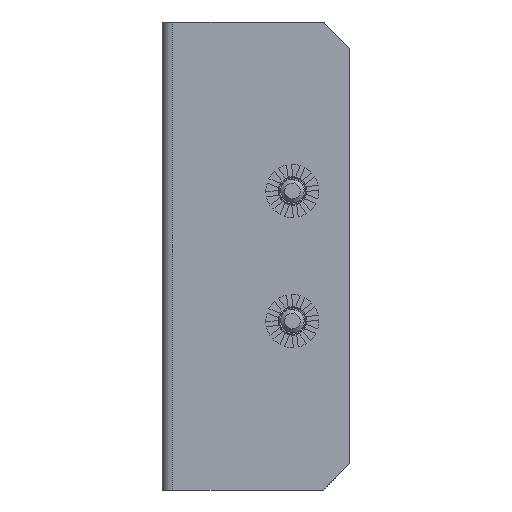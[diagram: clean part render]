
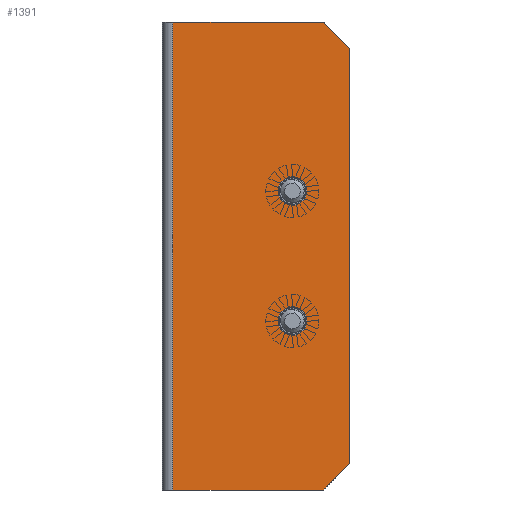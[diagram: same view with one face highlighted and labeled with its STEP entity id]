
A CAD part, front view. The second image highlights one B-rep face of the part: STEP entity #1391.
In plain terms, the highlighted planar face has unit normal (0, -1, 0).
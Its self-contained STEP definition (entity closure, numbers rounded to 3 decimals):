
#29 = VECTOR ( 'NONE', #2484, 1000. ) ;
#65 = LINE ( 'NONE', #681, #2843 ) ;
#76 = VERTEX_POINT ( 'NONE', #402 ) ;
#101 = DIRECTION ( 'NONE',  ( 0., 0., 1. ) ) ;
#107 = PLANE ( 'NONE',  #923 ) ;
#120 = CARTESIAN_POINT ( 'NONE',  ( 24., -1., 15.25 ) ) ;
#160 = EDGE_CURVE ( 'NONE', #2018, #3464, #2614, .T. ) ;
#235 = CARTESIAN_POINT ( 'NONE',  ( 24., -1., 12.5 ) ) ;
#264 = ORIENTED_EDGE ( 'NONE', *, *, #3136, .T. ) ;
#340 = DIRECTION ( 'NONE',  ( 0.707, 0., 0.707 ) ) ;
#357 = FACE_BOUND ( 'NONE', #3147, .T. ) ;
#402 = CARTESIAN_POINT ( 'NONE',  ( 1., -1., 45. ) ) ;
#496 = CARTESIAN_POINT ( 'NONE',  ( 24., -1., 9.75 ) ) ;
#510 = ORIENTED_EDGE ( 'NONE', *, *, #160, .T. ) ;
#532 = DIRECTION ( 'NONE',  ( 0., 0., 1. ) ) ;
#534 = CARTESIAN_POINT ( 'NONE',  ( 35., -1., 40. ) ) ;
#550 = EDGE_CURVE ( 'NONE', #1968, #3628, #2269, .T. ) ;
#553 = DIRECTION ( 'NONE',  ( -0.707, 0., 0.707 ) ) ;
#604 = LINE ( 'NONE', #1645, #2928 ) ;
#605 = AXIS2_PLACEMENT_3D ( 'NONE', #1242, #3513, #3270 ) ;
#631 = EDGE_CURVE ( 'NONE', #3512, #3005, #1486, .T. ) ;
#681 = CARTESIAN_POINT ( 'NONE',  ( 1., -1., 45. ) ) ;
#759 = CIRCLE ( 'NONE', #2704, 2.75 ) ;
#766 = DIRECTION ( 'NONE',  ( 0., 1., 0. ) ) ;
#785 = EDGE_CURVE ( 'NONE', #3628, #1968, #2855, .T. ) ;
#884 = ORIENTED_EDGE ( 'NONE', *, *, #2671, .F. ) ;
#923 = AXIS2_PLACEMENT_3D ( 'NONE', #2305, #3158, #1795 ) ;
#939 = ORIENTED_EDGE ( 'NONE', *, *, #785, .T. ) ;
#1073 = ORIENTED_EDGE ( 'NONE', *, *, #1717, .T. ) ;
#1186 = FACE_OUTER_BOUND ( 'NONE', #2094, .T. ) ;
#1216 = CARTESIAN_POINT ( 'NONE',  ( 24., -1., -12.5 ) ) ;
#1242 = CARTESIAN_POINT ( 'NONE',  ( 24., -1., 12.5 ) ) ;
#1270 = AXIS2_PLACEMENT_3D ( 'NONE', #3301, #766, #1608 ) ;
#1298 = CARTESIAN_POINT ( 'NONE',  ( 1., -1., -45. ) ) ;
#1326 = VERTEX_POINT ( 'NONE', #2860 ) ;
#1387 = CARTESIAN_POINT ( 'NONE',  ( 24., -1., -9.75 ) ) ;
#1391 = ADVANCED_FACE ( 'NONE', ( #2646, #357, #1186 ), #107, .F. ) ;
#1410 = CARTESIAN_POINT ( 'NONE',  ( 30., -1., -45. ) ) ;
#1412 = LINE ( 'NONE', #1633, #29 ) ;
#1458 = CARTESIAN_POINT ( 'NONE',  ( 0., -1., -45. ) ) ;
#1475 = DIRECTION ( 'NONE',  ( 0., 0., -1. ) ) ;
#1486 = LINE ( 'NONE', #3200, #1569 ) ;
#1569 = VECTOR ( 'NONE', #340, 1000. ) ;
#1601 = VERTEX_POINT ( 'NONE', #1298 ) ;
#1608 = DIRECTION ( 'NONE',  ( 0., 0., 1. ) ) ;
#1610 = CARTESIAN_POINT ( 'NONE',  ( 24., -1., -15.25 ) ) ;
#1633 = CARTESIAN_POINT ( 'NONE',  ( 0., -1., 45. ) ) ;
#1645 = CARTESIAN_POINT ( 'NONE',  ( 35., -1., 45. ) ) ;
#1660 = EDGE_CURVE ( 'NONE', #76, #3194, #1412, .T. ) ;
#1717 = EDGE_CURVE ( 'NONE', #1326, #3194, #2270, .T. ) ;
#1720 = DIRECTION ( 'NONE',  ( 0., 0., -1. ) ) ;
#1721 = ORIENTED_EDGE ( 'NONE', *, *, #2283, .T. ) ;
#1795 = DIRECTION ( 'NONE',  ( 0., 0., 1. ) ) ;
#1812 = EDGE_CURVE ( 'NONE', #1601, #3512, #3450, .T. ) ;
#1968 = VERTEX_POINT ( 'NONE', #1610 ) ;
#2018 = VERTEX_POINT ( 'NONE', #120 ) ;
#2094 = EDGE_LOOP ( 'NONE', ( #2332, #3026, #884, #1073, #3463, #264 ) ) ;
#2147 = ORIENTED_EDGE ( 'NONE', *, *, #550, .T. ) ;
#2269 = CIRCLE ( 'NONE', #3273, 2.75 ) ;
#2270 = LINE ( 'NONE', #534, #2394 ) ;
#2283 = EDGE_CURVE ( 'NONE', #3464, #2018, #759, .T. ) ;
#2288 = DIRECTION ( 'NONE',  ( 1., 0., 0. ) ) ;
#2305 = CARTESIAN_POINT ( 'NONE',  ( 0., -1., 45. ) ) ;
#2332 = ORIENTED_EDGE ( 'NONE', *, *, #1812, .T. ) ;
#2394 = VECTOR ( 'NONE', #553, 1000. ) ;
#2484 = DIRECTION ( 'NONE',  ( 1., 0., 0. ) ) ;
#2614 = CIRCLE ( 'NONE', #605, 2.75 ) ;
#2640 = DIRECTION ( 'NONE',  ( 0., 1., 0. ) ) ;
#2646 = FACE_BOUND ( 'NONE', #2964, .T. ) ;
#2671 = EDGE_CURVE ( 'NONE', #1326, #3005, #604, .T. ) ;
#2704 = AXIS2_PLACEMENT_3D ( 'NONE', #235, #3070, #532 ) ;
#2815 = CARTESIAN_POINT ( 'NONE',  ( 35., -1., -40. ) ) ;
#2843 = VECTOR ( 'NONE', #1475, 1000. ) ;
#2855 = CIRCLE ( 'NONE', #1270, 2.75 ) ;
#2860 = CARTESIAN_POINT ( 'NONE',  ( 35., -1., 40. ) ) ;
#2928 = VECTOR ( 'NONE', #1720, 1000. ) ;
#2964 = EDGE_LOOP ( 'NONE', ( #510, #1721 ) ) ;
#3005 = VERTEX_POINT ( 'NONE', #2815 ) ;
#3026 = ORIENTED_EDGE ( 'NONE', *, *, #631, .T. ) ;
#3070 = DIRECTION ( 'NONE',  ( 0., 1., 0. ) ) ;
#3136 = EDGE_CURVE ( 'NONE', #76, #1601, #65, .T. ) ;
#3147 = EDGE_LOOP ( 'NONE', ( #939, #2147 ) ) ;
#3158 = DIRECTION ( 'NONE',  ( 0., 1., 0. ) ) ;
#3162 = VECTOR ( 'NONE', #2288, 1000. ) ;
#3190 = CARTESIAN_POINT ( 'NONE',  ( 30., -1., 45. ) ) ;
#3194 = VERTEX_POINT ( 'NONE', #3190 ) ;
#3200 = CARTESIAN_POINT ( 'NONE',  ( 30., -1., -45. ) ) ;
#3270 = DIRECTION ( 'NONE',  ( 0., 0., 1. ) ) ;
#3273 = AXIS2_PLACEMENT_3D ( 'NONE', #1216, #2640, #101 ) ;
#3301 = CARTESIAN_POINT ( 'NONE',  ( 24., -1., -12.5 ) ) ;
#3450 = LINE ( 'NONE', #1458, #3162 ) ;
#3463 = ORIENTED_EDGE ( 'NONE', *, *, #1660, .F. ) ;
#3464 = VERTEX_POINT ( 'NONE', #496 ) ;
#3512 = VERTEX_POINT ( 'NONE', #1410 ) ;
#3513 = DIRECTION ( 'NONE',  ( 0., 1., 0. ) ) ;
#3628 = VERTEX_POINT ( 'NONE', #1387 ) ;
